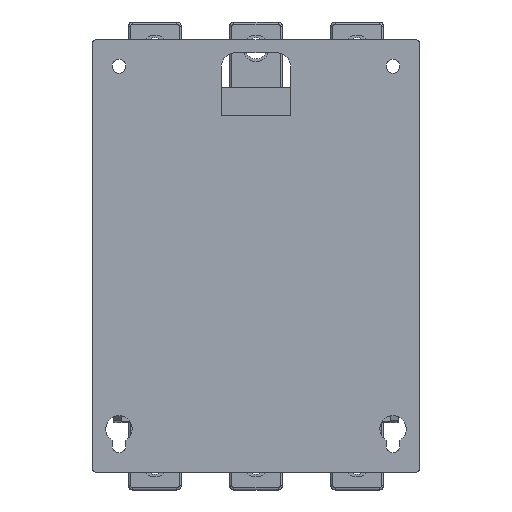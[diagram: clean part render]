
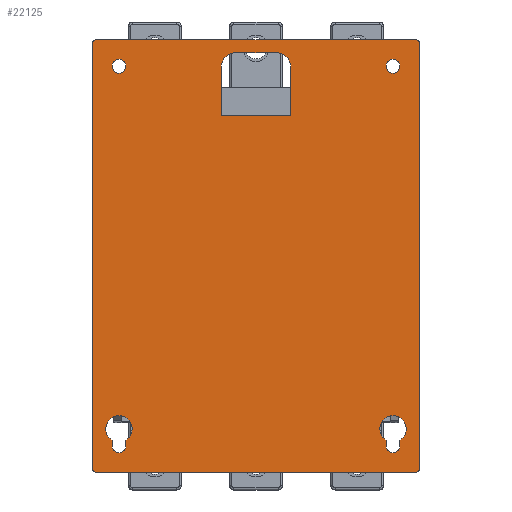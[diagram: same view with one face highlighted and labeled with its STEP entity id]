
A CAD part, front view. The second image highlights one B-rep face of the part: STEP entity #22125.
In plain terms, the highlighted planar face has unit normal (0, -1, 0).
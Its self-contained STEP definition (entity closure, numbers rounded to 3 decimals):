
#7050=CARTESIAN_POINT('',(65.,0.,90.));
#7051=DIRECTION('',(0.,-1.,0.));
#7052=DIRECTION('',(1.,0.,0.));
#7053=AXIS2_PLACEMENT_3D('',#7050,#7051,#7052);
#7055=CARTESIAN_POINT('',(65.,0.,90.));
#7056=DIRECTION('',(0.,-1.,0.));
#7057=DIRECTION('',(-1.,0.,0.));
#7058=AXIS2_PLACEMENT_3D('',#7055,#7056,#7057);
#7060=CARTESIAN_POINT('',(-65.,0.,90.));
#7061=DIRECTION('',(0.,-1.,0.));
#7062=DIRECTION('',(1.,0.,0.));
#7063=AXIS2_PLACEMENT_3D('',#7060,#7061,#7062);
#7065=CARTESIAN_POINT('',(-65.,0.,90.));
#7066=DIRECTION('',(0.,-1.,0.));
#7067=DIRECTION('',(-1.,0.,0.));
#7068=AXIS2_PLACEMENT_3D('',#7065,#7066,#7067);
#7070=CARTESIAN_POINT('',(-76.,0.,-101.));
#7071=DIRECTION('',(0.,1.,0.));
#7072=DIRECTION('',(0.,0.,-1.));
#7073=AXIS2_PLACEMENT_3D('',#7070,#7071,#7072);
#7075=DIRECTION('',(0.,0.,1.));
#7076=VECTOR('',#7075,202.);
#7077=CARTESIAN_POINT('',(-77.5,0.,-101.));
#7078=LINE('',#7077,#7076);
#7079=CARTESIAN_POINT('',(-76.,0.,101.));
#7080=DIRECTION('',(0.,1.,0.));
#7081=DIRECTION('',(-1.,0.,0.));
#7082=AXIS2_PLACEMENT_3D('',#7079,#7080,#7081);
#7084=DIRECTION('',(1.,0.,0.));
#7085=VECTOR('',#7084,152.);
#7086=CARTESIAN_POINT('',(-76.,0.,102.5));
#7087=LINE('',#7086,#7085);
#7088=CARTESIAN_POINT('',(76.,0.,101.));
#7089=DIRECTION('',(0.,1.,0.));
#7090=DIRECTION('',(0.,0.,1.));
#7091=AXIS2_PLACEMENT_3D('',#7088,#7089,#7090);
#7093=DIRECTION('',(0.,0.,-1.));
#7094=VECTOR('',#7093,202.);
#7095=CARTESIAN_POINT('',(77.5,0.,101.));
#7096=LINE('',#7095,#7094);
#7097=CARTESIAN_POINT('',(76.,0.,-101.));
#7098=DIRECTION('',(0.,1.,0.));
#7099=DIRECTION('',(1.,0.,0.));
#7100=AXIS2_PLACEMENT_3D('',#7097,#7098,#7099);
#7102=DIRECTION('',(-1.,0.,0.));
#7103=VECTOR('',#7102,152.);
#7104=CARTESIAN_POINT('',(76.,0.,-102.5));
#7105=LINE('',#7104,#7103);
#7106=DIRECTION('',(0.,0.,1.));
#7107=VECTOR('',#7106,2.661);
#7108=CARTESIAN_POINT('',(68.25,0.,-90.));
#7109=LINE('',#7108,#7107);
#7110=CARTESIAN_POINT('',(65.,0.,-82.));
#7111=DIRECTION('',(0.,-1.,0.));
#7112=DIRECTION('',(0.52,0.,-0.854));
#7113=AXIS2_PLACEMENT_3D('',#7110,#7111,#7112);
#7115=DIRECTION('',(0.,0.,-1.));
#7116=VECTOR('',#7115,2.661);
#7117=CARTESIAN_POINT('',(61.75,0.,-87.339));
#7118=LINE('',#7117,#7116);
#7119=CARTESIAN_POINT('',(65.,0.,-90.));
#7120=DIRECTION('',(0.,-1.,0.));
#7121=DIRECTION('',(-1.,0.,0.));
#7122=AXIS2_PLACEMENT_3D('',#7119,#7120,#7121);
#7124=DIRECTION('',(0.,0.,1.));
#7125=VECTOR('',#7124,2.661);
#7126=CARTESIAN_POINT('',(-61.75,0.,-90.));
#7127=LINE('',#7126,#7125);
#7128=CARTESIAN_POINT('',(-65.,0.,-82.));
#7129=DIRECTION('',(0.,-1.,0.));
#7130=DIRECTION('',(0.52,0.,-0.854));
#7131=AXIS2_PLACEMENT_3D('',#7128,#7129,#7130);
#7133=DIRECTION('',(0.,0.,-1.));
#7134=VECTOR('',#7133,2.661);
#7135=CARTESIAN_POINT('',(-68.25,0.,-87.339));
#7136=LINE('',#7135,#7134);
#7137=CARTESIAN_POINT('',(-65.,0.,-90.));
#7138=DIRECTION('',(0.,-1.,0.));
#7139=DIRECTION('',(-1.,0.,0.));
#7140=AXIS2_PLACEMENT_3D('',#7137,#7138,#7139);
#7142=DIRECTION('',(0.,0.,1.));
#7143=VECTOR('',#7142,23.);
#7144=CARTESIAN_POINT('',(16.5,0.,66.5));
#7145=LINE('',#7144,#7143);
#7146=CARTESIAN_POINT('',(9.5,0.,89.5));
#7147=DIRECTION('',(0.,-1.,0.));
#7148=DIRECTION('',(1.,0.,0.));
#7149=AXIS2_PLACEMENT_3D('',#7146,#7147,#7148);
#7151=DIRECTION('',(-1.,0.,0.));
#7152=VECTOR('',#7151,19.);
#7153=CARTESIAN_POINT('',(9.5,0.,96.5));
#7154=LINE('',#7153,#7152);
#7155=CARTESIAN_POINT('',(-9.5,0.,89.5));
#7156=DIRECTION('',(0.,-1.,0.));
#7157=DIRECTION('',(0.,0.,1.));
#7158=AXIS2_PLACEMENT_3D('',#7155,#7156,#7157);
#7160=DIRECTION('',(0.,0.,-1.));
#7161=VECTOR('',#7160,23.);
#7162=CARTESIAN_POINT('',(-16.5,0.,89.5));
#7163=LINE('',#7162,#7161);
#7164=DIRECTION('',(1.,0.,0.));
#7165=VECTOR('',#7164,33.);
#7166=CARTESIAN_POINT('',(-16.5,0.,66.5));
#7167=LINE('',#7166,#7165);
#9158=CARTESIAN_POINT('',(68.25,0.,90.));
#9159=CARTESIAN_POINT('',(61.75,0.,90.));
#9160=VERTEX_POINT('',#9158);
#9161=VERTEX_POINT('',#9159);
#9162=CARTESIAN_POINT('',(-61.75,0.,90.));
#9163=CARTESIAN_POINT('',(-68.25,0.,90.));
#9164=VERTEX_POINT('',#9162);
#9165=VERTEX_POINT('',#9163);
#9166=CARTESIAN_POINT('',(-76.,0.,-102.5));
#9167=CARTESIAN_POINT('',(-77.5,0.,-101.));
#9168=VERTEX_POINT('',#9166);
#9169=VERTEX_POINT('',#9167);
#9170=CARTESIAN_POINT('',(-77.5,0.,101.));
#9171=VERTEX_POINT('',#9170);
#9172=CARTESIAN_POINT('',(-76.,0.,102.5));
#9173=VERTEX_POINT('',#9172);
#9174=CARTESIAN_POINT('',(76.,0.,102.5));
#9175=VERTEX_POINT('',#9174);
#9176=CARTESIAN_POINT('',(77.5,0.,101.));
#9177=VERTEX_POINT('',#9176);
#9178=CARTESIAN_POINT('',(77.5,0.,-101.));
#9179=VERTEX_POINT('',#9178);
#9180=CARTESIAN_POINT('',(76.,0.,-102.5));
#9181=VERTEX_POINT('',#9180);
#9182=CARTESIAN_POINT('',(68.25,0.,-90.));
#9183=CARTESIAN_POINT('',(68.25,0.,-87.339));
#9184=VERTEX_POINT('',#9182);
#9185=VERTEX_POINT('',#9183);
#9186=CARTESIAN_POINT('',(61.75,0.,-87.339));
#9187=VERTEX_POINT('',#9186);
#9188=CARTESIAN_POINT('',(61.75,0.,-90.));
#9189=VERTEX_POINT('',#9188);
#9190=CARTESIAN_POINT('',(-61.75,0.,-90.));
#9191=CARTESIAN_POINT('',(-61.75,0.,-87.339));
#9192=VERTEX_POINT('',#9190);
#9193=VERTEX_POINT('',#9191);
#9194=CARTESIAN_POINT('',(-68.25,0.,-87.339));
#9195=VERTEX_POINT('',#9194);
#9196=CARTESIAN_POINT('',(-68.25,0.,-90.));
#9197=VERTEX_POINT('',#9196);
#9198=CARTESIAN_POINT('',(16.5,0.,66.5));
#9199=CARTESIAN_POINT('',(16.5,0.,89.5));
#9200=VERTEX_POINT('',#9198);
#9201=VERTEX_POINT('',#9199);
#9202=CARTESIAN_POINT('',(9.5,0.,96.5));
#9203=VERTEX_POINT('',#9202);
#9204=CARTESIAN_POINT('',(-9.5,0.,96.5));
#9205=VERTEX_POINT('',#9204);
#9206=CARTESIAN_POINT('',(-16.5,0.,89.5));
#9207=VERTEX_POINT('',#9206);
#9208=CARTESIAN_POINT('',(-16.5,0.,66.5));
#9209=VERTEX_POINT('',#9208);
#22057=CARTESIAN_POINT('',(0.,0.,0.));
#22058=DIRECTION('',(0.,1.,0.));
#22059=DIRECTION('',(1.,0.,0.));
#22060=AXIS2_PLACEMENT_3D('',#22057,#22058,#22059);
#22061=PLANE('',#22060);
#22063=ORIENTED_EDGE('',*,*,#22062,.T.);
#22065=ORIENTED_EDGE('',*,*,#22064,.T.);
#22067=ORIENTED_EDGE('',*,*,#22066,.T.);
#22069=ORIENTED_EDGE('',*,*,#22068,.T.);
#22071=ORIENTED_EDGE('',*,*,#22070,.T.);
#22073=ORIENTED_EDGE('',*,*,#22072,.T.);
#22075=ORIENTED_EDGE('',*,*,#22074,.T.);
#22077=ORIENTED_EDGE('',*,*,#22076,.T.);
#22078=EDGE_LOOP('',(#22063,#22065,#22067,#22069,#22071,#22073,#22075,#22077));
#22079=FACE_OUTER_BOUND('',#22078,.F.);
#22081=ORIENTED_EDGE('',*,*,#22080,.T.);
#22083=ORIENTED_EDGE('',*,*,#22082,.T.);
#22084=EDGE_LOOP('',(#22081,#22083));
#22085=FACE_BOUND('',#22084,.F.);
#22086=ORIENTED_EDGE('',*,*,#22047,.T.);
#22088=ORIENTED_EDGE('',*,*,#22087,.T.);
#22089=EDGE_LOOP('',(#22086,#22088));
#22090=FACE_BOUND('',#22089,.F.);
#22092=ORIENTED_EDGE('',*,*,#22091,.T.);
#22094=ORIENTED_EDGE('',*,*,#22093,.T.);
#22096=ORIENTED_EDGE('',*,*,#22095,.T.);
#22098=ORIENTED_EDGE('',*,*,#22097,.T.);
#22099=EDGE_LOOP('',(#22092,#22094,#22096,#22098));
#22100=FACE_BOUND('',#22099,.F.);
#22102=ORIENTED_EDGE('',*,*,#22101,.T.);
#22104=ORIENTED_EDGE('',*,*,#22103,.T.);
#22106=ORIENTED_EDGE('',*,*,#22105,.T.);
#22108=ORIENTED_EDGE('',*,*,#22107,.T.);
#22109=EDGE_LOOP('',(#22102,#22104,#22106,#22108));
#22110=FACE_BOUND('',#22109,.F.);
#22112=ORIENTED_EDGE('',*,*,#22111,.T.);
#22114=ORIENTED_EDGE('',*,*,#22113,.T.);
#22116=ORIENTED_EDGE('',*,*,#22115,.T.);
#22118=ORIENTED_EDGE('',*,*,#22117,.T.);
#22120=ORIENTED_EDGE('',*,*,#22119,.T.);
#22122=ORIENTED_EDGE('',*,*,#22121,.T.);
#22123=EDGE_LOOP('',(#22112,#22114,#22116,#22118,#22120,#22122));
#22124=FACE_BOUND('',#22123,.F.);
#22125=ADVANCED_FACE('',(#22079,#22085,#22090,#22100,#22110,#22124),#22061,.F.);
#7054=CIRCLE('',#7053,3.25);
#7059=CIRCLE('',#7058,3.25);
#7064=CIRCLE('',#7063,3.25);
#7069=CIRCLE('',#7068,3.25);
#7074=CIRCLE('',#7073,1.5);
#7083=CIRCLE('',#7082,1.5);
#7092=CIRCLE('',#7091,1.5);
#7101=CIRCLE('',#7100,1.5);
#7114=CIRCLE('',#7113,6.25);
#7123=CIRCLE('',#7122,3.25);
#7132=CIRCLE('',#7131,6.25);
#7141=CIRCLE('',#7140,3.25);
#7150=CIRCLE('',#7149,7.);
#7159=CIRCLE('',#7158,7.);
#22047=EDGE_CURVE('',#9160,#9161,#7054,.T.);
#22062=EDGE_CURVE('',#9168,#9169,#7074,.T.);
#22064=EDGE_CURVE('',#9169,#9171,#7078,.T.);
#22066=EDGE_CURVE('',#9171,#9173,#7083,.T.);
#22068=EDGE_CURVE('',#9173,#9175,#7087,.T.);
#22070=EDGE_CURVE('',#9175,#9177,#7092,.T.);
#22072=EDGE_CURVE('',#9177,#9179,#7096,.T.);
#22074=EDGE_CURVE('',#9179,#9181,#7101,.T.);
#22076=EDGE_CURVE('',#9181,#9168,#7105,.T.);
#22080=EDGE_CURVE('',#9164,#9165,#7064,.T.);
#22082=EDGE_CURVE('',#9165,#9164,#7069,.T.);
#22087=EDGE_CURVE('',#9161,#9160,#7059,.T.);
#22091=EDGE_CURVE('',#9184,#9185,#7109,.T.);
#22093=EDGE_CURVE('',#9185,#9187,#7114,.T.);
#22095=EDGE_CURVE('',#9187,#9189,#7118,.T.);
#22097=EDGE_CURVE('',#9189,#9184,#7123,.T.);
#22101=EDGE_CURVE('',#9192,#9193,#7127,.T.);
#22103=EDGE_CURVE('',#9193,#9195,#7132,.T.);
#22105=EDGE_CURVE('',#9195,#9197,#7136,.T.);
#22107=EDGE_CURVE('',#9197,#9192,#7141,.T.);
#22111=EDGE_CURVE('',#9200,#9201,#7145,.T.);
#22113=EDGE_CURVE('',#9201,#9203,#7150,.T.);
#22115=EDGE_CURVE('',#9203,#9205,#7154,.T.);
#22117=EDGE_CURVE('',#9205,#9207,#7159,.T.);
#22119=EDGE_CURVE('',#9207,#9209,#7163,.T.);
#22121=EDGE_CURVE('',#9209,#9200,#7167,.T.);
